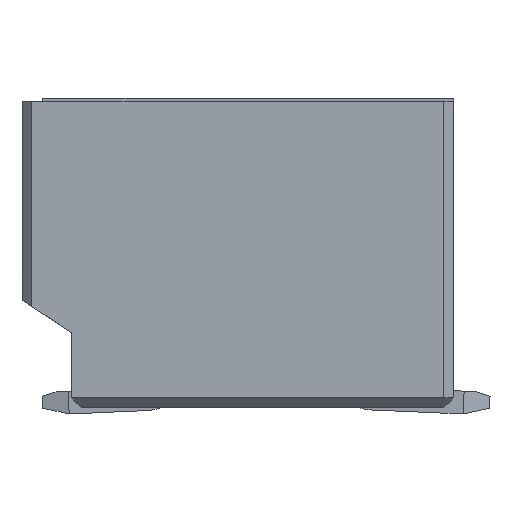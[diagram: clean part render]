
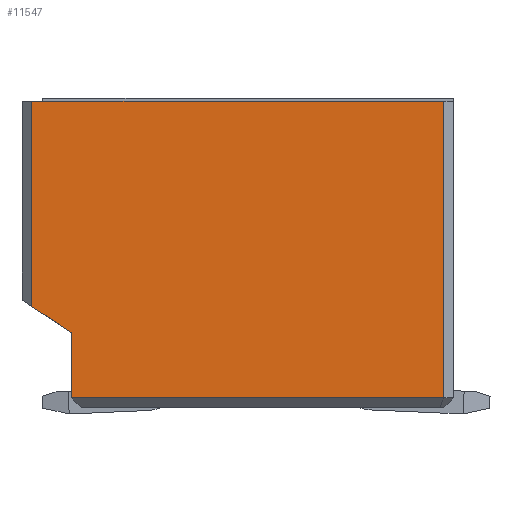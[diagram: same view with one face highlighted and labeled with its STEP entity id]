
A CAD part, left-side view. The second image highlights one B-rep face of the part: STEP entity #11547.
In plain terms, the highlighted planar face has unit normal (-1, 0, 0).
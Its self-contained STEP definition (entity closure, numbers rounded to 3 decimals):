
#121=DIRECTION('',(0.,0.,1.));
#122=VECTOR('',#121,4.55);
#123=CARTESIAN_POINT('',(-8.95,-3.16,-2.2));
#124=LINE('',#123,#122);
#129=DIRECTION('',(0.,1.,0.));
#130=VECTOR('',#129,5.71);
#131=CARTESIAN_POINT('',(-8.95,-3.16,-2.2));
#132=LINE('',#131,#130);
#133=DIRECTION('',(0.,0.,1.));
#134=VECTOR('',#133,1.);
#135=CARTESIAN_POINT('',(-8.95,2.55,-2.2));
#136=LINE('',#135,#134);
#137=DIRECTION('',(0.,-0.835,-0.55));
#138=VECTOR('',#137,0.73);
#139=CARTESIAN_POINT('',(-8.95,3.16,-0.799));
#140=LINE('',#139,#138);
#141=DIRECTION('',(0.,0.,1.));
#142=VECTOR('',#141,3.149);
#143=CARTESIAN_POINT('',(-8.95,3.16,-0.799));
#144=LINE('',#143,#142);
#515=DIRECTION('',(0.,-1.,0.));
#516=VECTOR('',#515,6.32);
#517=CARTESIAN_POINT('',(-8.95,3.16,2.35));
#518=LINE('',#517,#516);
#8640=CARTESIAN_POINT('',(-8.95,3.16,2.35));
#8642=VERTEX_POINT('',#8640);
#8643=CARTESIAN_POINT('',(-8.95,-3.16,2.35));
#8644=VERTEX_POINT('',#8643);
#8687=CARTESIAN_POINT('',(-8.95,-3.16,-2.2));
#8688=VERTEX_POINT('',#8687);
#8743=CARTESIAN_POINT('',(-8.95,2.55,-2.2));
#8745=VERTEX_POINT('',#8743);
#8824=CARTESIAN_POINT('',(-8.95,3.16,-0.799));
#8826=VERTEX_POINT('',#8824);
#8827=CARTESIAN_POINT('',(-8.95,2.55,-1.2));
#8828=VERTEX_POINT('',#8827);
#11529=CARTESIAN_POINT('',(-8.95,3.16,-2.35));
#11530=DIRECTION('',(-1.,0.,0.));
#11531=DIRECTION('',(0.,-1.,0.));
#11532=AXIS2_PLACEMENT_3D('',#11529,#11530,#11531);
#11533=PLANE('',#11532);
#11534=ORIENTED_EDGE('',*,*,#11519,.F.);
#11536=ORIENTED_EDGE('',*,*,#11535,.T.);
#11538=ORIENTED_EDGE('',*,*,#11537,.T.);
#11540=ORIENTED_EDGE('',*,*,#11539,.F.);
#11542=ORIENTED_EDGE('',*,*,#11541,.T.);
#11544=ORIENTED_EDGE('',*,*,#11543,.T.);
#11545=EDGE_LOOP('',(#11534,#11536,#11538,#11540,#11542,#11544));
#11546=FACE_OUTER_BOUND('',#11545,.F.);
#11547=ADVANCED_FACE('',(#11546),#11533,.T.);
#11519=EDGE_CURVE('',#8688,#8644,#124,.T.);
#11535=EDGE_CURVE('',#8688,#8745,#132,.T.);
#11537=EDGE_CURVE('',#8745,#8828,#136,.T.);
#11539=EDGE_CURVE('',#8826,#8828,#140,.T.);
#11541=EDGE_CURVE('',#8826,#8642,#144,.T.);
#11543=EDGE_CURVE('',#8642,#8644,#518,.T.);
